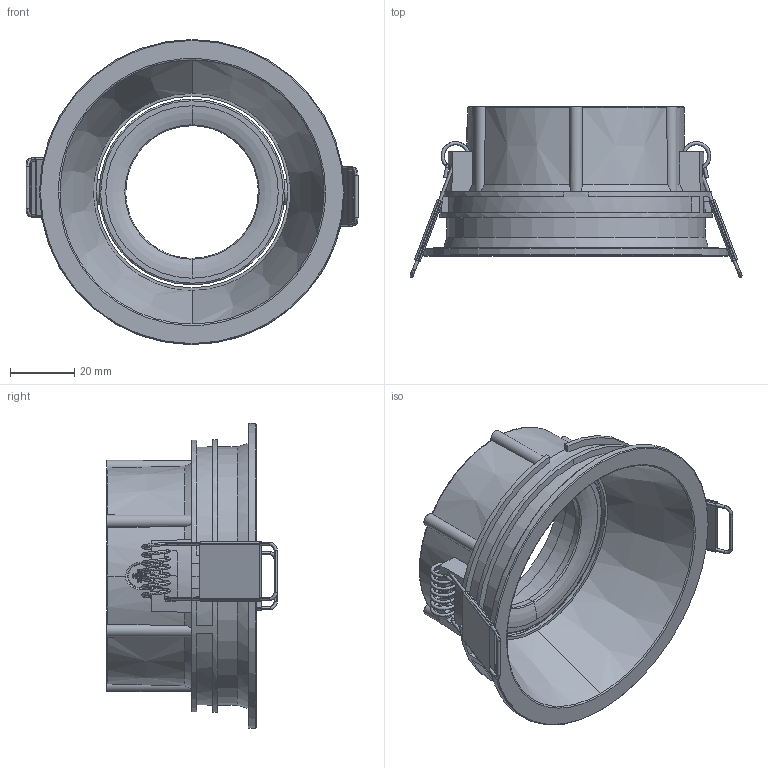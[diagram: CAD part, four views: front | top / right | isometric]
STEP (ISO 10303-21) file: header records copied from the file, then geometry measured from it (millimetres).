
FILE_DESCRIPTION(('CATIA V5 STEP Exchange'),'2;1');
FILE_NAME('COMBO-41.stp','2025-12-17T10:33:50+00:00',('none'),('none'),'CATIA Version 5-6 Release 2018','CATIA V5 STEP AP203','none');
FILE_SCHEMA(('CONFIG_CONTROL_DESIGN'));
Length unit declared in the file: millimetre
Products named in the file (2): MOD-1212; 45X16X8.5弹簧.
Assembly tree (8 placements, depth 3):
  MOD-1212
    #57  x2
    #2535
    45X16X8.5弹簧.  x2
      #13088
      #17049
    #17704
Bounding box: 103.4 x 53.12 x 95 mm (x, y, z)
Volume: 45009.2 mm3; surface area: 45004.1 mm2
Topology: 8 solids, 8 shells, 582 faces, 1613 edges, 1049 vertices
Faces by surface type: cylinder 174, bspline 160, plane 157, cone 75, torus 16
Entity records: 20969 total; most frequent: CARTESIAN_POINT 11399, ORIENTED_EDGE 2618, EDGE_CURVE 1309, DIRECTION 1055, VERTEX_POINT 875, B_SPLINE_CURVE_WITH_KNOTS 494, AXIS2_PLACEMENT_3D 471, EDGE_LOOP 468
